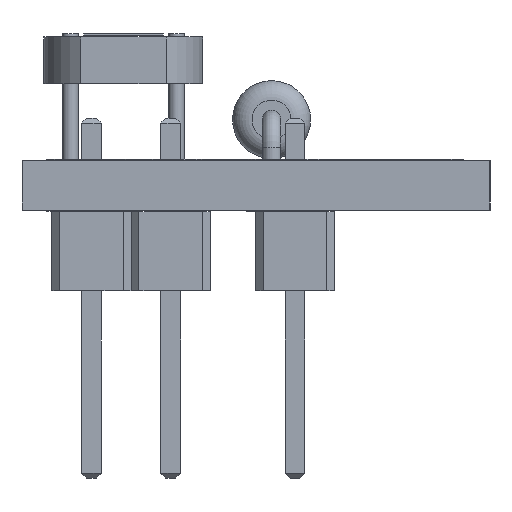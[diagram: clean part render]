
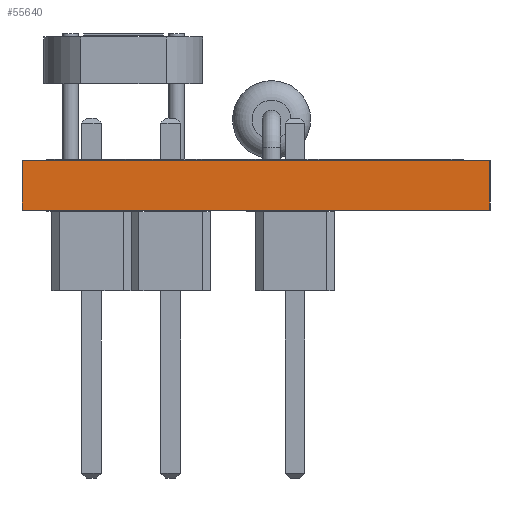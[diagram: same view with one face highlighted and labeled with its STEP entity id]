
A CAD part, left-side view. The second image highlights one B-rep face of the part: STEP entity #55640.
In plain terms, the highlighted planar face has unit normal (-1, 0, 0).
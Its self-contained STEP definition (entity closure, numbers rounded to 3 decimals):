
#55584 = VERTEX_POINT('',#55585);
#55585 = CARTESIAN_POINT('',(-50.,-7.5,1.6));
#55591 = EDGE_CURVE('',#55592,#55584,#55594,.T.);
#55592 = VERTEX_POINT('',#55593);
#55593 = CARTESIAN_POINT('',(-50.,-7.5,0.));
#55594 = LINE('',#55595,#55596);
#55595 = CARTESIAN_POINT('',(-50.,-7.5,0.));
#55596 = VECTOR('',#55597,1.);
#55597 = DIRECTION('',(0.,0.,1.));
#55640 = ADVANCED_FACE('',(#55641),#55666,.T.);
#55641 = FACE_BOUND('',#55642,.T.);
#55642 = EDGE_LOOP('',(#55643,#55644,#55652,#55660));
#55643 = ORIENTED_EDGE('',*,*,#55591,.T.);
#55644 = ORIENTED_EDGE('',*,*,#55645,.T.);
#55645 = EDGE_CURVE('',#55584,#55646,#55648,.T.);
#55646 = VERTEX_POINT('',#55647);
#55647 = CARTESIAN_POINT('',(-50.,7.5,1.6));
#55648 = LINE('',#55649,#55650);
#55649 = CARTESIAN_POINT('',(-50.,-7.5,1.6));
#55650 = VECTOR('',#55651,1.);
#55651 = DIRECTION('',(0.,1.,0.));
#55652 = ORIENTED_EDGE('',*,*,#55653,.F.);
#55653 = EDGE_CURVE('',#55654,#55646,#55656,.T.);
#55654 = VERTEX_POINT('',#55655);
#55655 = CARTESIAN_POINT('',(-50.,7.5,0.));
#55656 = LINE('',#55657,#55658);
#55657 = CARTESIAN_POINT('',(-50.,7.5,0.));
#55658 = VECTOR('',#55659,1.);
#55659 = DIRECTION('',(0.,0.,1.));
#55660 = ORIENTED_EDGE('',*,*,#55661,.F.);
#55661 = EDGE_CURVE('',#55592,#55654,#55662,.T.);
#55662 = LINE('',#55663,#55664);
#55663 = CARTESIAN_POINT('',(-50.,-7.5,0.));
#55664 = VECTOR('',#55665,1.);
#55665 = DIRECTION('',(0.,1.,0.));
#55666 = PLANE('',#55667);
#55667 = AXIS2_PLACEMENT_3D('',#55668,#55669,#55670);
#55668 = CARTESIAN_POINT('',(-50.,-7.5,0.));
#55669 = DIRECTION('',(-1.,0.,0.));
#55670 = DIRECTION('',(0.,1.,0.));
